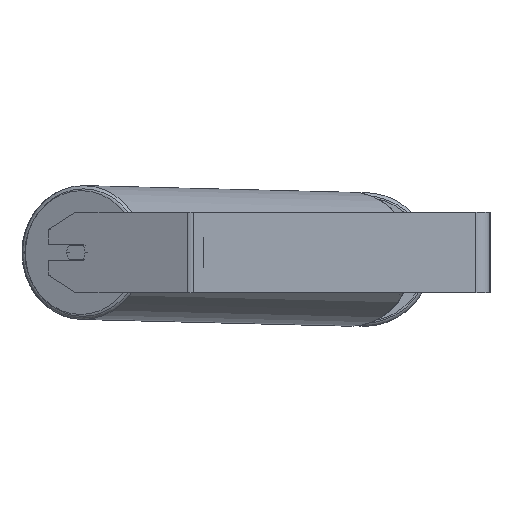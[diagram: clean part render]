
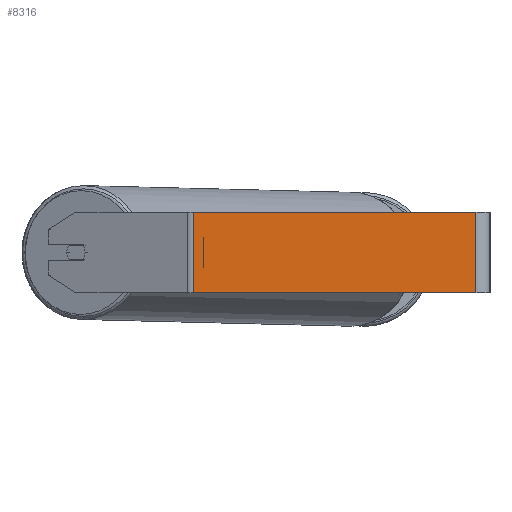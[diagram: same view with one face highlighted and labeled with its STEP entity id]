
A CAD part, left-side view. The second image highlights one B-rep face of the part: STEP entity #8316.
In plain terms, the highlighted planar face has unit normal (-1, 0, 0).
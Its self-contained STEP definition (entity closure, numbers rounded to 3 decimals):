
#156 = CARTESIAN_POINT ( 'NONE',  ( -1000., 294.566, 40. ) ) ;
#195 = CARTESIAN_POINT ( 'NONE',  ( -1000., 14., -40. ) ) ;
#540 = LINE ( 'NONE', #156, #2073 ) ;
#662 = VERTEX_POINT ( 'NONE', #7018 ) ;
#777 = VECTOR ( 'NONE', #6863, 1000. ) ;
#952 = VERTEX_POINT ( 'NONE', #195 ) ;
#1164 = FACE_OUTER_BOUND ( 'NONE', #3678, .T. ) ;
#1509 = EDGE_CURVE ( 'NONE', #7579, #952, #4066, .T. ) ;
#2073 = VECTOR ( 'NONE', #2835, 1000. ) ;
#2369 = PLANE ( 'NONE',  #3605 ) ;
#2835 = DIRECTION ( 'NONE',  ( 0., 0., -1. ) ) ;
#3016 = EDGE_CURVE ( 'NONE', #7245, #7579, #540, .T. ) ;
#3168 = CARTESIAN_POINT ( 'NONE',  ( -1000., 297.67, 40. ) ) ;
#3232 = LINE ( 'NONE', #8591, #7383 ) ;
#3324 = ORIENTED_EDGE ( 'NONE', *, *, #8718, .F. ) ;
#3521 = ORIENTED_EDGE ( 'NONE', *, *, #3016, .T. ) ;
#3605 = AXIS2_PLACEMENT_3D ( 'NONE', #3168, #5886, #6558 ) ;
#3678 = EDGE_LOOP ( 'NONE', ( #6672, #3324, #5549, #3521 ) ) ;
#3927 = DIRECTION ( 'NONE',  ( 0., -1., 0. ) ) ;
#4066 = LINE ( 'NONE', #8697, #7954 ) ;
#4173 = LINE ( 'NONE', #6742, #777 ) ;
#5549 = ORIENTED_EDGE ( 'NONE', *, *, #7174, .F. ) ;
#5886 = DIRECTION ( 'NONE',  ( 1., 0., 0. ) ) ;
#6472 = CARTESIAN_POINT ( 'NONE',  ( -1000., 294.566, 40. ) ) ;
#6558 = DIRECTION ( 'NONE',  ( 0., 0., -1. ) ) ;
#6672 = ORIENTED_EDGE ( 'NONE', *, *, #1509, .T. ) ;
#6742 = CARTESIAN_POINT ( 'NONE',  ( -1000., 14., 40. ) ) ;
#6863 = DIRECTION ( 'NONE',  ( 0., 0., -1. ) ) ;
#7018 = CARTESIAN_POINT ( 'NONE',  ( -1000., 14., 40. ) ) ;
#7174 = EDGE_CURVE ( 'NONE', #7245, #662, #3232, .T. ) ;
#7245 = VERTEX_POINT ( 'NONE', #6472 ) ;
#7383 = VECTOR ( 'NONE', #3927, 1000. ) ;
#7459 = DIRECTION ( 'NONE',  ( 0., -1., 0. ) ) ;
#7579 = VERTEX_POINT ( 'NONE', #7947 ) ;
#7947 = CARTESIAN_POINT ( 'NONE',  ( -1000., 294.566, -40. ) ) ;
#7954 = VECTOR ( 'NONE', #7459, 1000. ) ;
#8316 = ADVANCED_FACE ( 'NONE', ( #1164 ), #2369, .F. ) ;
#8591 = CARTESIAN_POINT ( 'NONE',  ( -1000., 297.67, 40. ) ) ;
#8697 = CARTESIAN_POINT ( 'NONE',  ( -1000., 297.67, -40. ) ) ;
#8718 = EDGE_CURVE ( 'NONE', #662, #952, #4173, .T. ) ;
